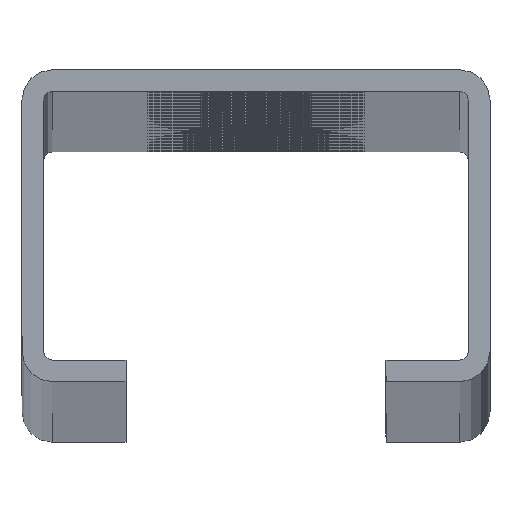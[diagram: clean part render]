
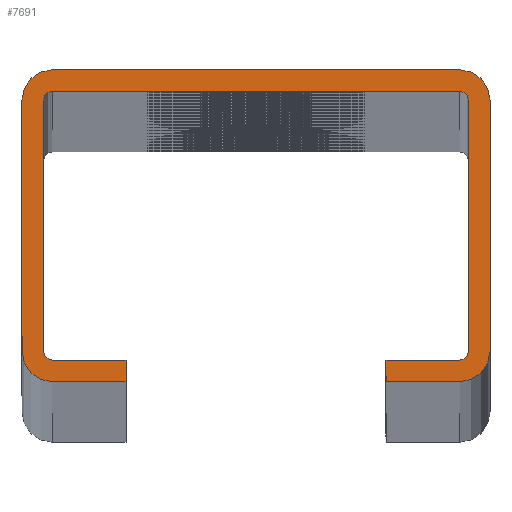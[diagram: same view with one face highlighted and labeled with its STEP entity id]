
A CAD part, top view. The second image highlights one B-rep face of the part: STEP entity #7691.
In plain terms, the highlighted planar face has unit normal (0, 0, 1).
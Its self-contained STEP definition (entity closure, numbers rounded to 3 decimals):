
#6313=CARTESIAN_POINT('',(11.75,-7.75,2000.0));
#6314=VERTEX_POINT('',#6313);
#6315=CARTESIAN_POINT('',(12.25,-7.25,2000.0));
#6316=VERTEX_POINT('',#6315);
#6317=CARTESIAN_POINT('',(11.75,-7.25,2000.0));
#6318=DIRECTION('',(0.0,0.0,1.0));
#6319=DIRECTION('',(0.0,-1.0,0.0));
#6320=AXIS2_PLACEMENT_3D('',#6317,#6318,#6319);
#6321=CIRCLE('',#6320,0.5);
#6322=EDGE_CURVE('',#6314,#6316,#6321,.T.);
#6355=CARTESIAN_POINT('',(12.25,7.25,2000.0));
#6356=VERTEX_POINT('',#6355);
#6357=CARTESIAN_POINT('',(12.25,-7.25,2000.0));
#6358=DIRECTION('',(0.0,1.0,0.0));
#6359=VECTOR('',#6358,14.5);
#6360=LINE('',#6357,#6359);
#6361=EDGE_CURVE('',#6316,#6356,#6360,.T.);
#6386=CARTESIAN_POINT('',(11.75,7.75,2000.0));
#6387=VERTEX_POINT('',#6386);
#6388=CARTESIAN_POINT('',(11.75,7.25,2000.0));
#6389=DIRECTION('',(0.0,0.0,1.0));
#6390=DIRECTION('',(1.0,0.0,0.0));
#6391=AXIS2_PLACEMENT_3D('',#6388,#6389,#6390);
#6392=CIRCLE('',#6391,0.5);
#6393=EDGE_CURVE('',#6356,#6387,#6392,.T.);
#6419=CARTESIAN_POINT('',(-11.75,7.75,2000.0));
#6420=VERTEX_POINT('',#6419);
#6421=CARTESIAN_POINT('',(11.75,7.75,2000.0));
#6422=DIRECTION('',(-1.0,0.0,0.0));
#6423=VECTOR('',#6422,23.5);
#6424=LINE('',#6421,#6423);
#6425=EDGE_CURVE('',#6387,#6420,#6424,.T.);
#6810=CARTESIAN_POINT('',(-12.25,7.25,2000.0));
#6811=VERTEX_POINT('',#6810);
#6812=CARTESIAN_POINT('',(-11.75,7.25,2000.0));
#6813=DIRECTION('',(0.0,0.0,1.0));
#6814=DIRECTION('',(0.0,1.0,0.0));
#6815=AXIS2_PLACEMENT_3D('',#6812,#6813,#6814);
#6816=CIRCLE('',#6815,0.5);
#6817=EDGE_CURVE('',#6420,#6811,#6816,.T.);
#6843=CARTESIAN_POINT('',(-12.25,-7.25,2000.0));
#6844=VERTEX_POINT('',#6843);
#6845=CARTESIAN_POINT('',(-12.25,7.25,2000.0));
#6846=DIRECTION('',(0.0,-1.0,0.0));
#6847=VECTOR('',#6846,14.5);
#6848=LINE('',#6845,#6847);
#6849=EDGE_CURVE('',#6811,#6844,#6848,.T.);
#6874=CARTESIAN_POINT('',(-11.75,-7.75,2000.0));
#6875=VERTEX_POINT('',#6874);
#6876=CARTESIAN_POINT('',(-11.75,-7.25,2000.0));
#6877=DIRECTION('',(0.0,0.0,1.0));
#6878=DIRECTION('',(-1.0,0.0,0.0));
#6879=AXIS2_PLACEMENT_3D('',#6876,#6877,#6878);
#6880=CIRCLE('',#6879,0.5);
#6881=EDGE_CURVE('',#6844,#6875,#6880,.T.);
#6907=CARTESIAN_POINT('',(-7.5,-7.75,2000.0));
#6908=VERTEX_POINT('',#6907);
#6909=CARTESIAN_POINT('',(-11.75,-7.75,2000.0));
#6910=DIRECTION('',(1.0,0.0,0.0));
#6911=VECTOR('',#6910,4.25);
#6912=LINE('',#6909,#6911);
#6913=EDGE_CURVE('',#6875,#6908,#6912,.T.);
#6938=CARTESIAN_POINT('',(-7.5,-9.0,2000.0));
#6939=VERTEX_POINT('',#6938);
#6940=CARTESIAN_POINT('',(-7.5,-7.75,2000.0));
#6941=DIRECTION('',(0.0,-1.0,0.0));
#6942=VECTOR('',#6941,1.25);
#6943=LINE('',#6940,#6942);
#6944=EDGE_CURVE('',#6908,#6939,#6943,.T.);
#6969=CARTESIAN_POINT('',(-11.75,-9.,2000.0));
#6970=VERTEX_POINT('',#6969);
#6971=CARTESIAN_POINT('',(-7.5,-9.0,2000.0));
#6972=DIRECTION('',(-1.0,0.0,0.0));
#6973=VECTOR('',#6972,4.25);
#6974=LINE('',#6971,#6973);
#6975=EDGE_CURVE('',#6939,#6970,#6974,.T.);
#7000=CARTESIAN_POINT('',(-13.5,-7.25,2000.0));
#7001=VERTEX_POINT('',#7000);
#7002=CARTESIAN_POINT('',(-11.75,-7.25,2000.0));
#7003=DIRECTION('',(0.0,0.0,-1.0));
#7004=DIRECTION('',(1.0,0.0,0.0));
#7005=AXIS2_PLACEMENT_3D('',#7002,#7003,#7004);
#7006=CIRCLE('',#7005,1.75);
#7007=EDGE_CURVE('',#6970,#7001,#7006,.T.);
#7033=CARTESIAN_POINT('',(-13.5,7.25,2000.0));
#7034=VERTEX_POINT('',#7033);
#7035=CARTESIAN_POINT('',(-13.5,-7.25,2000.0));
#7036=DIRECTION('',(0.0,1.0,0.0));
#7037=VECTOR('',#7036,14.5);
#7038=LINE('',#7035,#7037);
#7039=EDGE_CURVE('',#7001,#7034,#7038,.T.);
#7064=CARTESIAN_POINT('',(-11.75,9.,2000.0));
#7065=VERTEX_POINT('',#7064);
#7066=CARTESIAN_POINT('',(-11.75,7.25,2000.0));
#7067=DIRECTION('',(0.0,0.0,-1.0));
#7068=DIRECTION('',(0.0,-1.0,0.0));
#7069=AXIS2_PLACEMENT_3D('',#7066,#7067,#7068);
#7070=CIRCLE('',#7069,1.75);
#7071=EDGE_CURVE('',#7034,#7065,#7070,.T.);
#7097=CARTESIAN_POINT('',(11.75,9.,2000.0));
#7098=VERTEX_POINT('',#7097);
#7099=CARTESIAN_POINT('',(-11.75,9.,2000.0));
#7100=DIRECTION('',(1.0,0.0,0.0));
#7101=VECTOR('',#7100,23.5);
#7102=LINE('',#7099,#7101);
#7103=EDGE_CURVE('',#7065,#7098,#7102,.T.);
#7488=CARTESIAN_POINT('',(13.5,7.25,2000.0));
#7489=VERTEX_POINT('',#7488);
#7490=CARTESIAN_POINT('',(11.75,7.25,2000.0));
#7491=DIRECTION('',(0.0,0.0,-1.0));
#7492=DIRECTION('',(-1.0,0.0,0.0));
#7493=AXIS2_PLACEMENT_3D('',#7490,#7491,#7492);
#7494=CIRCLE('',#7493,1.75);
#7495=EDGE_CURVE('',#7098,#7489,#7494,.T.);
#7521=CARTESIAN_POINT('',(13.5,-7.25,2000.0));
#7522=VERTEX_POINT('',#7521);
#7523=CARTESIAN_POINT('',(13.5,7.25,2000.0));
#7524=DIRECTION('',(0.0,-1.0,0.0));
#7525=VECTOR('',#7524,14.5);
#7526=LINE('',#7523,#7525);
#7527=EDGE_CURVE('',#7489,#7522,#7526,.T.);
#7552=CARTESIAN_POINT('',(11.75,-9.0,2000.0));
#7553=VERTEX_POINT('',#7552);
#7554=CARTESIAN_POINT('',(11.75,-7.25,2000.0));
#7555=DIRECTION('',(0.0,0.0,-1.0));
#7556=DIRECTION('',(0.0,1.0,0.0));
#7557=AXIS2_PLACEMENT_3D('',#7554,#7555,#7556);
#7558=CIRCLE('',#7557,1.75);
#7559=EDGE_CURVE('',#7522,#7553,#7558,.T.);
#7585=CARTESIAN_POINT('',(7.5,-9.0,2000.0));
#7586=VERTEX_POINT('',#7585);
#7587=CARTESIAN_POINT('',(11.75,-9.0,2000.0));
#7588=DIRECTION('',(-1.0,0.0,0.0));
#7589=VECTOR('',#7588,4.25);
#7590=LINE('',#7587,#7589);
#7591=EDGE_CURVE('',#7553,#7586,#7590,.T.);
#7616=CARTESIAN_POINT('',(7.5,-7.75,2000.0));
#7617=VERTEX_POINT('',#7616);
#7618=CARTESIAN_POINT('',(7.5,-9.0,2000.0));
#7619=DIRECTION('',(0.0,1.0,0.0));
#7620=VECTOR('',#7619,1.25);
#7621=LINE('',#7618,#7620);
#7622=EDGE_CURVE('',#7586,#7617,#7621,.T.);
#7647=CARTESIAN_POINT('',(7.5,-7.75,2000.0));
#7648=DIRECTION('',(1.0,0.0,0.0));
#7649=VECTOR('',#7648,4.25);
#7650=LINE('',#7647,#7649);
#7651=EDGE_CURVE('',#7617,#6314,#7650,.T.);
#7664=CARTESIAN_POINT('',(0.,0.,2000.0));
#7665=DIRECTION('',(0.0,0.0,1.0));
#7666=DIRECTION('',(1.0,0.0,0.0));
#7667=AXIS2_PLACEMENT_3D('',#7664,#7665,#7666);
#7668=PLANE('',#7667);
#7669=ORIENTED_EDGE('',*,*,#7007,.F.);
#7670=ORIENTED_EDGE('',*,*,#6975,.F.);
#7671=ORIENTED_EDGE('',*,*,#6944,.F.);
#7672=ORIENTED_EDGE('',*,*,#6913,.F.);
#7673=ORIENTED_EDGE('',*,*,#6881,.F.);
#7674=ORIENTED_EDGE('',*,*,#6849,.F.);
#7675=ORIENTED_EDGE('',*,*,#6817,.F.);
#7676=ORIENTED_EDGE('',*,*,#6425,.F.);
#7677=ORIENTED_EDGE('',*,*,#6393,.F.);
#7678=ORIENTED_EDGE('',*,*,#6361,.F.);
#7679=ORIENTED_EDGE('',*,*,#6322,.F.);
#7680=ORIENTED_EDGE('',*,*,#7651,.F.);
#7681=ORIENTED_EDGE('',*,*,#7622,.F.);
#7682=ORIENTED_EDGE('',*,*,#7591,.F.);
#7683=ORIENTED_EDGE('',*,*,#7559,.F.);
#7684=ORIENTED_EDGE('',*,*,#7527,.F.);
#7685=ORIENTED_EDGE('',*,*,#7495,.F.);
#7686=ORIENTED_EDGE('',*,*,#7103,.F.);
#7687=ORIENTED_EDGE('',*,*,#7071,.F.);
#7688=ORIENTED_EDGE('',*,*,#7039,.F.);
#7689=EDGE_LOOP('',(#7669,#7670,#7671,#7672,#7673,#7674,#7675,#7676,#7677,#7678,#7679,#7680,#7681,#7682,#7683,#7684,#7685,#7686,#7687,#7688));
#7690=FACE_OUTER_BOUND('',#7689,.T.);
#7691=ADVANCED_FACE('',(#7690),#7668,.T.);
